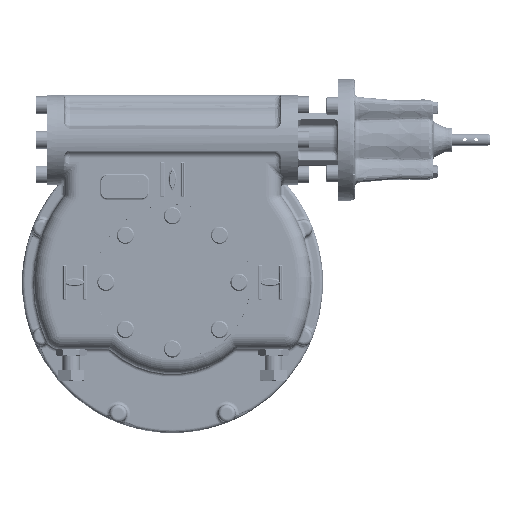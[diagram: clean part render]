
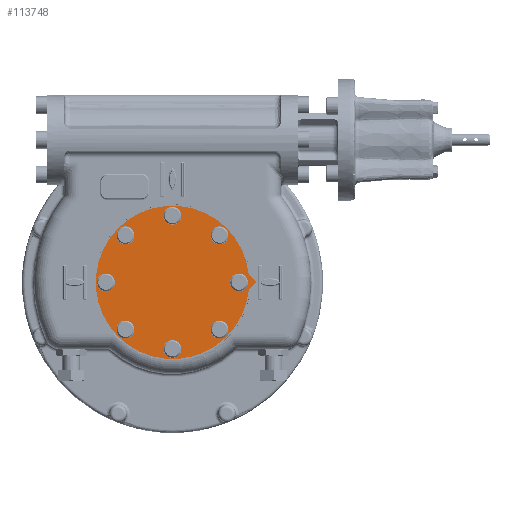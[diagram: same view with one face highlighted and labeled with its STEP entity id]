
A CAD part, top view. The second image highlights one B-rep face of the part: STEP entity #113748.
In plain terms, the highlighted planar face has unit normal (0, 0, 1).
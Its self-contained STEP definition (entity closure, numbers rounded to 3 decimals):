
#6735=LINE('',#249408,#12255);
#6736=LINE('',#249410,#12256);
#12255=VECTOR('',#149038,1000.);
#12256=VECTOR('',#149039,1000.);
#18500=CIRCLE('',#124227,15.35);
#18502=CIRCLE('',#124231,15.35);
#18504=CIRCLE('',#124235,15.35);
#18506=CIRCLE('',#124239,15.35);
#18508=CIRCLE('',#124243,15.35);
#18509=CIRCLE('',#124245,15.35);
#18511=CIRCLE('',#124249,15.35);
#18515=CIRCLE('',#124256,15.35);
#18516=CIRCLE('',#124257,132.5);
#50722=ORIENTED_EDGE('',*,*,#71072,.F.);
#50723=ORIENTED_EDGE('',*,*,#71074,.F.);
#50724=ORIENTED_EDGE('',*,*,#71076,.F.);
#50725=ORIENTED_EDGE('',*,*,#71078,.F.);
#50726=ORIENTED_EDGE('',*,*,#71080,.F.);
#50727=ORIENTED_EDGE('',*,*,#71081,.F.);
#50728=ORIENTED_EDGE('',*,*,#71083,.F.);
#50729=ORIENTED_EDGE('',*,*,#71089,.F.);
#50730=ORIENTED_EDGE('',*,*,#71090,.F.);
#50731=ORIENTED_EDGE('',*,*,#71091,.F.);
#50732=ORIENTED_EDGE('',*,*,#71092,.F.);
#71072=EDGE_CURVE('',#83692,#83692,#18500,.T.);
#71074=EDGE_CURVE('',#83694,#83694,#18502,.T.);
#71076=EDGE_CURVE('',#83696,#83696,#18504,.T.);
#71078=EDGE_CURVE('',#83698,#83698,#18506,.T.);
#71080=EDGE_CURVE('',#83700,#83700,#18508,.T.);
#71081=EDGE_CURVE('',#83701,#83701,#18509,.T.);
#71083=EDGE_CURVE('',#83703,#83703,#18511,.T.);
#71089=EDGE_CURVE('',#83709,#83709,#18515,.T.);
#71090=EDGE_CURVE('',#83710,#83711,#18516,.T.);
#71091=EDGE_CURVE('',#83712,#83710,#6735,.T.);
#71092=EDGE_CURVE('',#83711,#83712,#6736,.T.);
#83692=VERTEX_POINT('',#249356);
#83694=VERTEX_POINT('',#249362);
#83696=VERTEX_POINT('',#249368);
#83698=VERTEX_POINT('',#249374);
#83700=VERTEX_POINT('',#249380);
#83701=VERTEX_POINT('',#249383);
#83703=VERTEX_POINT('',#249389);
#83709=VERTEX_POINT('',#249404);
#83710=VERTEX_POINT('',#249406);
#83711=VERTEX_POINT('',#249407);
#83712=VERTEX_POINT('',#249409);
#97326=EDGE_LOOP('',(#50722));
#97327=EDGE_LOOP('',(#50723));
#97328=EDGE_LOOP('',(#50724));
#97329=EDGE_LOOP('',(#50725));
#97330=EDGE_LOOP('',(#50726));
#97331=EDGE_LOOP('',(#50727));
#97332=EDGE_LOOP('',(#50728));
#97333=EDGE_LOOP('',(#50729));
#97334=EDGE_LOOP('',(#50730,#50731,#50732));
#104871=FACE_BOUND('',#97326,.T.);
#104872=FACE_BOUND('',#97327,.T.);
#104873=FACE_BOUND('',#97328,.T.);
#104874=FACE_BOUND('',#97329,.T.);
#104875=FACE_BOUND('',#97330,.T.);
#104876=FACE_BOUND('',#97331,.T.);
#104877=FACE_BOUND('',#97332,.T.);
#104878=FACE_BOUND('',#97333,.T.);
#104879=FACE_BOUND('',#97334,.T.);
#107878=PLANE('',#124255);
#113748=ADVANCED_FACE('',(#104871,#104872,#104873,#104874,#104875,#104876,
#104877,#104878,#104879),#107878,.F.);
#124227=AXIS2_PLACEMENT_3D('',#249355,#148974,#148975);
#124231=AXIS2_PLACEMENT_3D('',#249361,#148982,#148983);
#124235=AXIS2_PLACEMENT_3D('',#249367,#148990,#148991);
#124239=AXIS2_PLACEMENT_3D('',#249373,#148998,#148999);
#124243=AXIS2_PLACEMENT_3D('',#249379,#149006,#149007);
#124245=AXIS2_PLACEMENT_3D('',#249382,#149010,#149011);
#124249=AXIS2_PLACEMENT_3D('',#249388,#149018,#149019);
#124255=AXIS2_PLACEMENT_3D('',#249402,#149032,#149033);
#124256=AXIS2_PLACEMENT_3D('',#249403,#149034,#149035);
#124257=AXIS2_PLACEMENT_3D('',#249405,#149036,#149037);
#148974=DIRECTION('',(0.,0.,1.));
#148975=DIRECTION('',(-0.707,-0.707,0.));
#148982=DIRECTION('',(0.,0.,1.));
#148983=DIRECTION('',(0.,1.,0.));
#148990=DIRECTION('',(0.,0.,1.));
#148991=DIRECTION('',(0.707,0.707,0.));
#148998=DIRECTION('',(0.,0.,1.));
#148999=DIRECTION('',(-1.,0.,0.));
#149006=DIRECTION('',(0.,0.,1.));
#149007=DIRECTION('',(-0.707,0.707,0.));
#149010=DIRECTION('',(0.,0.,1.));
#149011=DIRECTION('',(0.707,-0.707,0.));
#149018=DIRECTION('',(0.,0.,1.));
#149019=DIRECTION('',(1.,0.,0.));
#149032=DIRECTION('',(0.,0.,-1.));
#149033=DIRECTION('',(-1.,0.,0.));
#149034=DIRECTION('',(0.,0.,1.));
#149035=DIRECTION('',(0.,-1.,0.));
#149036=DIRECTION('',(0.,0.,-1.));
#149037=DIRECTION('',(1.,0.,0.));
#149038=DIRECTION('',(-0.707,-0.707,0.));
#149039=DIRECTION('',(0.707,-0.707,0.));
#249355=CARTESIAN_POINT('',(115.,0.,70.5));
#249356=CARTESIAN_POINT('',(104.146,-10.854,70.5));
#249361=CARTESIAN_POINT('',(-81.317,-81.317,70.5));
#249362=CARTESIAN_POINT('',(-81.317,-65.967,70.5));
#249367=CARTESIAN_POINT('',(-115.,0.,70.5));
#249368=CARTESIAN_POINT('',(-104.146,10.854,70.5));
#249373=CARTESIAN_POINT('',(81.317,-81.317,70.5));
#249374=CARTESIAN_POINT('',(65.967,-81.317,70.5));
#249379=CARTESIAN_POINT('',(0.,-115.,70.5));
#249380=CARTESIAN_POINT('',(-10.854,-104.146,70.5));
#249382=CARTESIAN_POINT('',(0.,115.,70.5));
#249383=CARTESIAN_POINT('',(10.854,104.146,70.5));
#249388=CARTESIAN_POINT('',(-81.317,81.317,70.5));
#249389=CARTESIAN_POINT('',(-65.967,81.317,70.5));
#249402=CARTESIAN_POINT('',(0.,0.,70.5));
#249403=CARTESIAN_POINT('',(81.317,81.317,70.5));
#249404=CARTESIAN_POINT('',(81.317,65.967,70.5));
#249405=CARTESIAN_POINT('',(0.,0.,70.5));
#249406=CARTESIAN_POINT('',(131.845,-13.155,70.5));
#249407=CARTESIAN_POINT('',(131.845,13.155,70.5));
#249408=CARTESIAN_POINT('',(145.,0.,70.5));
#249409=CARTESIAN_POINT('',(145.,0.,70.5));
#249410=CARTESIAN_POINT('',(131.845,13.155,70.5));
